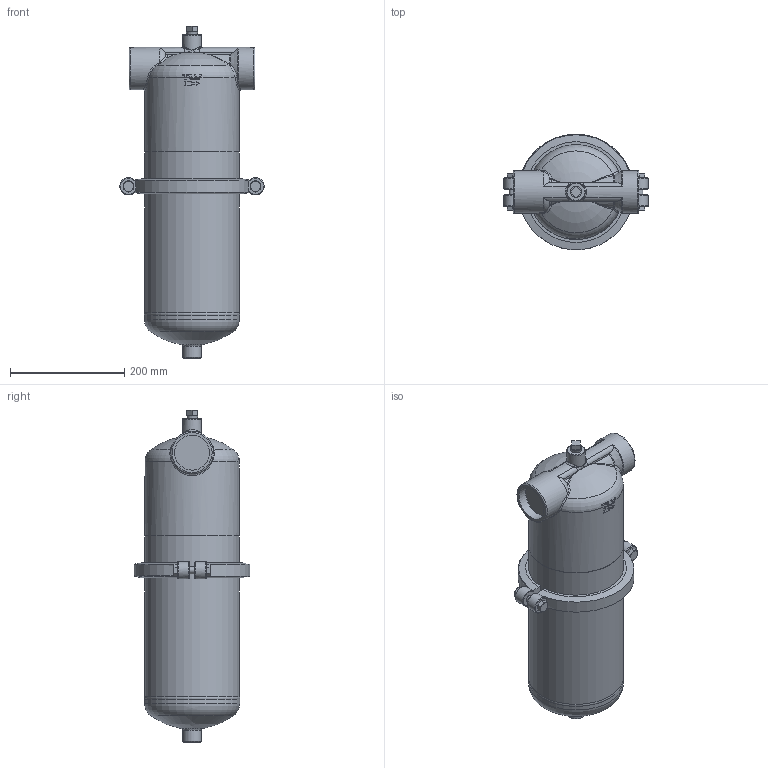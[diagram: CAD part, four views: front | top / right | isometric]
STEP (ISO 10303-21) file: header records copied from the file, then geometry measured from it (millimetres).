
FILE_DESCRIPTION((''),'2;1');
FILE_NAME('sf100-050-sw000-00.stp','2010-07-14T09:04:05',('nakaot'),(''),'Autodesk Inventor 2008','Autodesk Inventor 2008','');
FILE_SCHEMA(('AUTOMOTIVE_DESIGN { 1 0 10303 214 1 1 1 1 }'));
Length unit declared in the file: millimetre
Products named in the file (1): sf100-050-sw000-00
Bounding box: 251.75 x 201.61 x 580 mm (x, y, z)
Volume: 10908769.5 mm3; surface area: 376258.2 mm2
Topology: 2 solids, 2 shells, 241 faces, 598 edges, 368 vertices
Faces by surface type: bspline 88, plane 65, cylinder 40, torus 25, cone 20, sphere 3
Full cylindrical faces by diameter (mm): 12 x1, 32 x2, 61.2 x1, 74 x2, 157.5 x1, 164 x1, 165 x2, 165.2 x1, 165.8 x1
Entity records: 11227 total; most frequent: CARTESIAN_POINT 6319, ORIENTED_EDGE 1110, DIRECTION 842, EDGE_CURVE 555, VERTEX_POINT 361, AXIS2_PLACEMENT_3D 353, EDGE_LOOP 286, FACE_OUTER_BOUND 241
